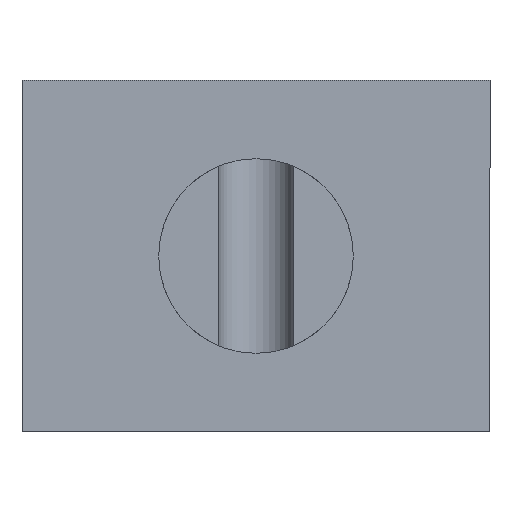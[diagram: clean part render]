
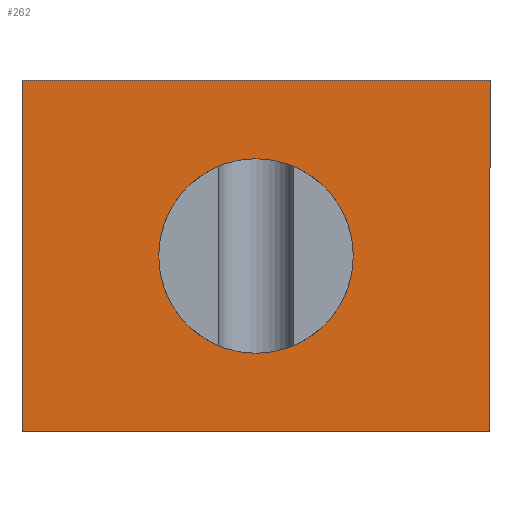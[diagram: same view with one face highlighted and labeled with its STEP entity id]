
A CAD part, front view. The second image highlights one B-rep face of the part: STEP entity #262.
In plain terms, the highlighted planar face has unit normal (0, -1, 0).
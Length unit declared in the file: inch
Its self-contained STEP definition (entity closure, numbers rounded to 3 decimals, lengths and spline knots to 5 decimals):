
#23=FACE_BOUND('',#68,.T.);
#33=PLANE('',#309);
#46=FACE_OUTER_BOUND('',#67,.T.);
#67=EDGE_LOOP('',(#240,#241,#242,#243));
#68=EDGE_LOOP('',(#244));
#77=LINE('',#463,#97);
#81=LINE('',#471,#101);
#84=LINE('',#477,#104);
#87=LINE('',#482,#107);
#97=VECTOR('',#360,0.3937);
#101=VECTOR('',#366,0.3937);
#104=VECTOR('',#371,0.3937);
#107=VECTOR('',#376,0.3937);
#113=CIRCLE('',#292,0.052);
#126=VERTEX_POINT('',#397);
#135=VERTEX_POINT('',#461);
#136=VERTEX_POINT('',#462);
#139=VERTEX_POINT('',#470);
#141=VERTEX_POINT('',#476);
#149=EDGE_CURVE('',#126,#126,#113,.T.);
#165=EDGE_CURVE('',#135,#136,#77,.T.);
#169=EDGE_CURVE('',#139,#135,#81,.T.);
#172=EDGE_CURVE('',#141,#139,#84,.T.);
#175=EDGE_CURVE('',#136,#141,#87,.T.);
#240=ORIENTED_EDGE('',*,*,#175,.F.);
#241=ORIENTED_EDGE('',*,*,#165,.F.);
#242=ORIENTED_EDGE('',*,*,#169,.F.);
#243=ORIENTED_EDGE('',*,*,#172,.F.);
#244=ORIENTED_EDGE('',*,*,#149,.T.);
#262=ADVANCED_FACE('',(#46,#23),#33,.F.);
#292=AXIS2_PLACEMENT_3D('',#398,#328,#329);
#309=AXIS2_PLACEMENT_3D('',#485,#380,#381);
#328=DIRECTION('center_axis',(0.,1.,0.));
#329=DIRECTION('ref_axis',(1.,0.,0.));
#360=DIRECTION('',(0.,0.,-1.));
#366=DIRECTION('',(1.,0.,0.));
#371=DIRECTION('',(0.,0.,1.));
#376=DIRECTION('',(-1.,0.,0.));
#380=DIRECTION('center_axis',(0.,1.,0.));
#381=DIRECTION('ref_axis',(0.,0.,1.));
#397=CARTESIAN_POINT('',(-0.177,0.,-0.09375));
#398=CARTESIAN_POINT('Origin',(-0.125,0.,-0.09375));
#461=CARTESIAN_POINT('',(0.,0.,0.));
#462=CARTESIAN_POINT('',(0.,0.,-0.1875));
#463=CARTESIAN_POINT('',(0.,0.,0.));
#470=CARTESIAN_POINT('',(-0.25,0.,0.));
#471=CARTESIAN_POINT('',(-0.25,0.,0.));
#476=CARTESIAN_POINT('',(-0.25,0.,-0.1875));
#477=CARTESIAN_POINT('',(-0.25,0.,-0.1875));
#482=CARTESIAN_POINT('',(0.,0.,-0.1875));
#485=CARTESIAN_POINT('Origin',(-0.125,0.,-0.09375));
